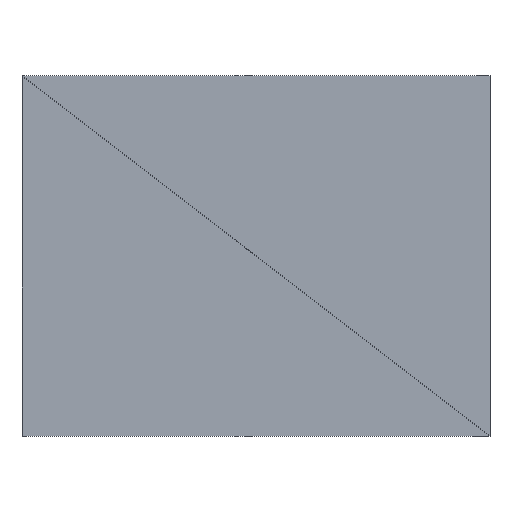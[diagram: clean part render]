
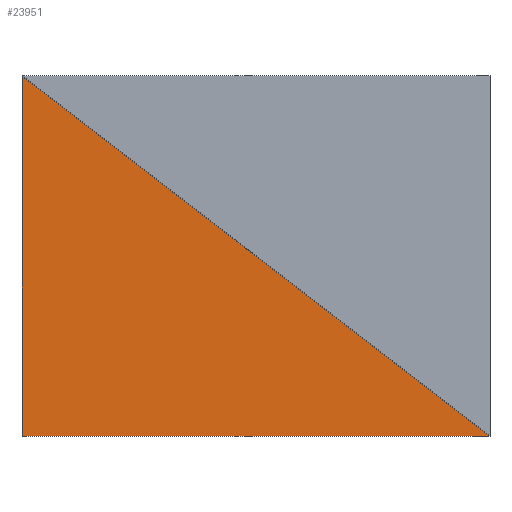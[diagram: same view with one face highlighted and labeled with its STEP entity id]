
A CAD part, top view. The second image highlights one B-rep face of the part: STEP entity #23951.
In plain terms, the highlighted planar face has unit normal (0, 0, 1).
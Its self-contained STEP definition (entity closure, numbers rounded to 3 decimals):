
#22 = VERTEX_POINT('',#23);
#23 = CARTESIAN_POINT('',(36.35,-28.,12.6));
#96 = PLANE('',#97);
#97 = AXIS2_PLACEMENT_3D('',#98,#99,#100);
#98 = CARTESIAN_POINT('',(9.233,9.233,12.6)
  );
#99 = DIRECTION('',(0.,0.,1.));
#100 = DIRECTION('',(1.,0.,-0.));
#23904 = EDGE_CURVE('',#23905,#22,#23907,.T.);
#23905 = VERTEX_POINT('',#23906);
#23906 = CARTESIAN_POINT('',(-36.35,28.,12.6));
#23907 = SURFACE_CURVE('',#23908,(#23912,#23919),.PCURVE_S1.);
#23908 = LINE('',#23909,#23910);
#23909 = CARTESIAN_POINT('',(-36.35,28.,12.6));
#23910 = VECTOR('',#23911,1.);
#23911 = DIRECTION('',(0.792,-0.61,0.));
#23912 = PCURVE('',#96,#23913);
#23913 = DEFINITIONAL_REPRESENTATION('',(#23914),#23918);
#23914 = LINE('',#23915,#23916);
#23915 = CARTESIAN_POINT('',(-45.583,18.767));
#23916 = VECTOR('',#23917,1.);
#23917 = DIRECTION('',(0.792,-0.61));
#23918 = ( GEOMETRIC_REPRESENTATION_CONTEXT(2) 
PARAMETRIC_REPRESENTATION_CONTEXT() REPRESENTATION_CONTEXT('2D SPACE',''
  ) );
#23919 = PCURVE('',#23920,#23925);
#23920 = PLANE('',#23921);
#23921 = AXIS2_PLACEMENT_3D('',#23922,#23923,#23924);
#23922 = CARTESIAN_POINT('',(-9.233,-9.233,
    12.6));
#23923 = DIRECTION('',(0.,0.,1.));
#23924 = DIRECTION('',(1.,0.,-0.));
#23925 = DEFINITIONAL_REPRESENTATION('',(#23926),#23929);
#23926 = B_SPLINE_CURVE_WITH_KNOTS('',1,(#23927,#23928),.UNSPECIFIED.,
  .F.,.F.,(2,2),(0.,91.768),.PIECEWISE_BEZIER_KNOTS.);
#23927 = CARTESIAN_POINT('',(-27.117,37.233));
#23928 = CARTESIAN_POINT('',(45.583,-18.767));
#23929 = ( GEOMETRIC_REPRESENTATION_CONTEXT(2) 
PARAMETRIC_REPRESENTATION_CONTEXT() REPRESENTATION_CONTEXT('2D SPACE',''
  ) );
#23951 = ADVANCED_FACE('',(#23952),#23920,.T.);
#23952 = FACE_BOUND('',#23953,.T.);
#23953 = EDGE_LOOP('',(#23954,#23955,#23982));
#23954 = ORIENTED_EDGE('',*,*,#23904,.F.);
#23955 = ORIENTED_EDGE('',*,*,#23956,.T.);
#23956 = EDGE_CURVE('',#23905,#23957,#23959,.T.);
#23957 = VERTEX_POINT('',#23958);
#23958 = CARTESIAN_POINT('',(-36.35,-28.,12.6));
#23959 = SURFACE_CURVE('',#23960,(#23964,#23971),.PCURVE_S1.);
#23960 = LINE('',#23961,#23962);
#23961 = CARTESIAN_POINT('',(-36.35,28.,12.6));
#23962 = VECTOR('',#23963,1.);
#23963 = DIRECTION('',(0.,-1.,0.));
#23964 = PCURVE('',#23920,#23965);
#23965 = DEFINITIONAL_REPRESENTATION('',(#23966),#23970);
#23966 = LINE('',#23967,#23968);
#23967 = CARTESIAN_POINT('',(-27.117,37.233));
#23968 = VECTOR('',#23969,1.);
#23969 = DIRECTION('',(0.,-1.));
#23970 = ( GEOMETRIC_REPRESENTATION_CONTEXT(2) 
PARAMETRIC_REPRESENTATION_CONTEXT() REPRESENTATION_CONTEXT('2D SPACE',''
  ) );
#23971 = PCURVE('',#23972,#23977);
#23972 = PLANE('',#23973);
#23973 = AXIS2_PLACEMENT_3D('',#23974,#23975,#23976);
#23974 = CARTESIAN_POINT('',(-36.35,-1.772,
    10.572));
#23975 = DIRECTION('',(-1.,0.,0.));
#23976 = DIRECTION('',(0.,0.,-1.));
#23977 = DEFINITIONAL_REPRESENTATION('',(#23978),#23981);
#23978 = B_SPLINE_CURVE_WITH_KNOTS('',1,(#23979,#23980),.UNSPECIFIED.,
  .F.,.F.,(2,2),(0.,56.),.PIECEWISE_BEZIER_KNOTS.);
#23979 = CARTESIAN_POINT('',(-2.028,-29.772));
#23980 = CARTESIAN_POINT('',(-2.028,26.228));
#23981 = ( GEOMETRIC_REPRESENTATION_CONTEXT(2) 
PARAMETRIC_REPRESENTATION_CONTEXT() REPRESENTATION_CONTEXT('2D SPACE',''
  ) );
#23982 = ORIENTED_EDGE('',*,*,#23983,.T.);
#23983 = EDGE_CURVE('',#23957,#22,#23984,.T.);
#23984 = SURFACE_CURVE('',#23985,(#23989,#23996),.PCURVE_S1.);
#23985 = LINE('',#23986,#23987);
#23986 = CARTESIAN_POINT('',(-36.35,-28.,12.6));
#23987 = VECTOR('',#23988,1.);
#23988 = DIRECTION('',(1.,0.,0.));
#23989 = PCURVE('',#23920,#23990);
#23990 = DEFINITIONAL_REPRESENTATION('',(#23991),#23995);
#23991 = LINE('',#23992,#23993);
#23992 = CARTESIAN_POINT('',(-27.117,-18.767));
#23993 = VECTOR('',#23994,1.);
#23994 = DIRECTION('',(1.,0.));
#23995 = ( GEOMETRIC_REPRESENTATION_CONTEXT(2) 
PARAMETRIC_REPRESENTATION_CONTEXT() REPRESENTATION_CONTEXT('2D SPACE',''
  ) );
#23996 = PCURVE('',#23997,#24002);
#23997 = PLANE('',#23998);
#23998 = AXIS2_PLACEMENT_3D('',#23999,#24000,#24001);
#23999 = CARTESIAN_POINT('',(-1.801,-28.,10.601));
#24000 = DIRECTION('',(-0.,-1.,-0.));
#24001 = DIRECTION('',(0.,0.,-1.));
#24002 = DEFINITIONAL_REPRESENTATION('',(#24003),#24006);
#24003 = B_SPLINE_CURVE_WITH_KNOTS('',1,(#24004,#24005),.UNSPECIFIED.,
  .F.,.F.,(2,2),(0.,72.7),.PIECEWISE_BEZIER_KNOTS.);
#24004 = CARTESIAN_POINT('',(-1.999,-34.549));
#24005 = CARTESIAN_POINT('',(-1.999,38.151));
#24006 = ( GEOMETRIC_REPRESENTATION_CONTEXT(2) 
PARAMETRIC_REPRESENTATION_CONTEXT() REPRESENTATION_CONTEXT('2D SPACE',''
  ) );
